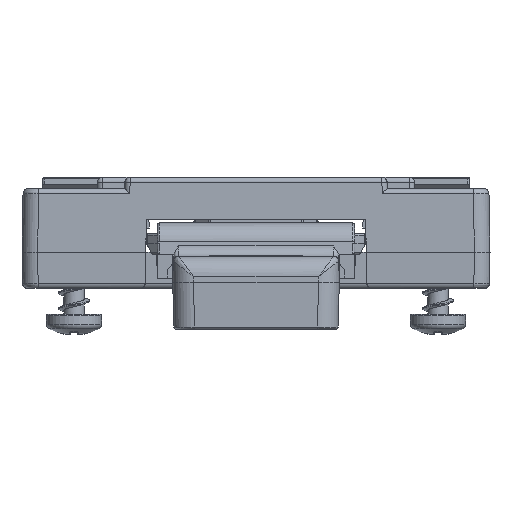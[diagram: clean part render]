
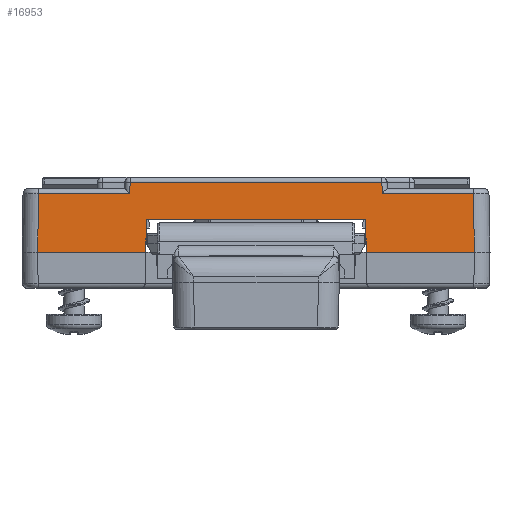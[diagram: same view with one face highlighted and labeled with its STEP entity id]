
A CAD part, front view. The second image highlights one B-rep face of the part: STEP entity #16953.
In plain terms, the highlighted planar face has unit normal (0, -1, 0.018).
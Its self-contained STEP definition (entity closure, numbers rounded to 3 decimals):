
#13150 = VERTEX_POINT('',#13151);
#13151 = CARTESIAN_POINT('',(-12.109,-29.883,
    10.209));
#13185 = VERTEX_POINT('',#13186);
#13186 = CARTESIAN_POINT('',(12.109,-29.883,
    10.209));
#13235 = EDGE_CURVE('',#13185,#13236,#13238,.T.);
#13236 = VERTEX_POINT('',#13237);
#13237 = CARTESIAN_POINT('',(12.128,-29.902,
    9.109));
#13238 = LINE('',#13239,#13240);
#13239 = CARTESIAN_POINT('',(12.109,-29.883,
    10.209));
#13240 = VECTOR('',#13241,1.);
#13241 = DIRECTION('',(0.017,-0.017,
    -1.));
#13281 = EDGE_CURVE('',#13150,#13185,#13282,.T.);
#13282 = LINE('',#13283,#13284);
#13283 = CARTESIAN_POINT('',(-12.109,-29.883,
    10.209));
#13284 = VECTOR('',#13285,1.);
#13285 = DIRECTION('',(1.,0.,0.));
#13303 = VERTEX_POINT('',#13304);
#13304 = CARTESIAN_POINT('',(-12.128,-29.902,
    9.109));
#13313 = EDGE_CURVE('',#13303,#13150,#13314,.T.);
#13314 = LINE('',#13315,#13316);
#13315 = CARTESIAN_POINT('',(-12.128,-29.902,
    9.109));
#13316 = VECTOR('',#13317,1.);
#13317 = DIRECTION('',(0.017,0.017,
    1.));
#16128 = VERTEX_POINT('',#16129);
#16129 = CARTESIAN_POINT('',(20.902,-29.902,
    9.109));
#16145 = EDGE_CURVE('',#16128,#13236,#16146,.T.);
#16146 = LINE('',#16147,#16148);
#16147 = CARTESIAN_POINT('',(20.902,-29.902,
    9.109));
#16148 = VECTOR('',#16149,1.);
#16149 = DIRECTION('',(-1.,0.,0.));
#16661 = VERTEX_POINT('',#16662);
#16662 = CARTESIAN_POINT('',(-20.902,-29.902,
    9.109));
#16669 = EDGE_CURVE('',#13303,#16661,#16670,.T.);
#16670 = LINE('',#16671,#16672);
#16671 = CARTESIAN_POINT('',(-12.128,-29.902,
    9.109));
#16672 = VECTOR('',#16673,1.);
#16673 = DIRECTION('',(-1.,0.,0.));
#16953 = ADVANCED_FACE('',(#16954),#17015,.T.);
#16954 = FACE_BOUND('',#16955,.T.);
#16955 = EDGE_LOOP('',(#16956,#16957,#16965,#16973,#16981,#16989,#16997,
    #17005,#17011,#17012,#17013,#17014));
#16956 = ORIENTED_EDGE('',*,*,#16669,.T.);
#16957 = ORIENTED_EDGE('',*,*,#16958,.F.);
#16958 = EDGE_CURVE('',#16959,#16661,#16961,.T.);
#16959 = VERTEX_POINT('',#16960);
#16960 = CARTESIAN_POINT('',(-21.,-30.,3.5));
#16961 = LINE('',#16962,#16963);
#16962 = CARTESIAN_POINT('',(-21.,-30.,3.5));
#16963 = VECTOR('',#16964,1.);
#16964 = DIRECTION('',(0.017,0.017,
    1.));
#16965 = ORIENTED_EDGE('',*,*,#16966,.T.);
#16966 = EDGE_CURVE('',#16959,#16967,#16969,.T.);
#16967 = VERTEX_POINT('',#16968);
#16968 = CARTESIAN_POINT('',(-10.6,-30.,3.5));
#16969 = LINE('',#16970,#16971);
#16970 = CARTESIAN_POINT('',(-21.,-30.,3.5));
#16971 = VECTOR('',#16972,1.);
#16972 = DIRECTION('',(1.,0.,0.));
#16973 = ORIENTED_EDGE('',*,*,#16974,.F.);
#16974 = EDGE_CURVE('',#16975,#16967,#16977,.T.);
#16975 = VERTEX_POINT('',#16976);
#16976 = CARTESIAN_POINT('',(-10.546,-29.946,6.6));
#16977 = LINE('',#16978,#16979);
#16978 = CARTESIAN_POINT('',(-10.546,-29.946,6.6));
#16979 = VECTOR('',#16980,1.);
#16980 = DIRECTION('',(-0.017,-0.017,
    -1.));
#16981 = ORIENTED_EDGE('',*,*,#16982,.F.);
#16982 = EDGE_CURVE('',#16983,#16975,#16985,.T.);
#16983 = VERTEX_POINT('',#16984);
#16984 = CARTESIAN_POINT('',(10.546,-29.946,6.6));
#16985 = LINE('',#16986,#16987);
#16986 = CARTESIAN_POINT('',(10.546,-29.946,6.6));
#16987 = VECTOR('',#16988,1.);
#16988 = DIRECTION('',(-1.,0.,0.));
#16989 = ORIENTED_EDGE('',*,*,#16990,.F.);
#16990 = EDGE_CURVE('',#16991,#16983,#16993,.T.);
#16991 = VERTEX_POINT('',#16992);
#16992 = CARTESIAN_POINT('',(10.6,-30.,3.5));
#16993 = LINE('',#16994,#16995);
#16994 = CARTESIAN_POINT('',(10.6,-30.,3.5));
#16995 = VECTOR('',#16996,1.);
#16996 = DIRECTION('',(-0.017,0.017,
    1.));
#16997 = ORIENTED_EDGE('',*,*,#16998,.T.);
#16998 = EDGE_CURVE('',#16991,#16999,#17001,.T.);
#16999 = VERTEX_POINT('',#17000);
#17000 = CARTESIAN_POINT('',(21.,-30.,3.5));
#17001 = LINE('',#17002,#17003);
#17002 = CARTESIAN_POINT('',(10.6,-30.,3.5));
#17003 = VECTOR('',#17004,1.);
#17004 = DIRECTION('',(1.,0.,0.));
#17005 = ORIENTED_EDGE('',*,*,#17006,.F.);
#17006 = EDGE_CURVE('',#16128,#16999,#17007,.T.);
#17007 = LINE('',#17008,#17009);
#17008 = CARTESIAN_POINT('',(20.902,-29.902,
    9.109));
#17009 = VECTOR('',#17010,1.);
#17010 = DIRECTION('',(0.017,-0.017,
    -1.));
#17011 = ORIENTED_EDGE('',*,*,#16145,.T.);
#17012 = ORIENTED_EDGE('',*,*,#13235,.F.);
#17013 = ORIENTED_EDGE('',*,*,#13281,.F.);
#17014 = ORIENTED_EDGE('',*,*,#13313,.F.);
#17015 = PLANE('',#17016);
#17016 = AXIS2_PLACEMENT_3D('',#17017,#17018,#17019);
#17017 = CARTESIAN_POINT('',(22.5,-30.061,0.001));
#17018 = DIRECTION('',(0.,-1.,0.017));
#17019 = DIRECTION('',(0.,-0.017,-1.));
